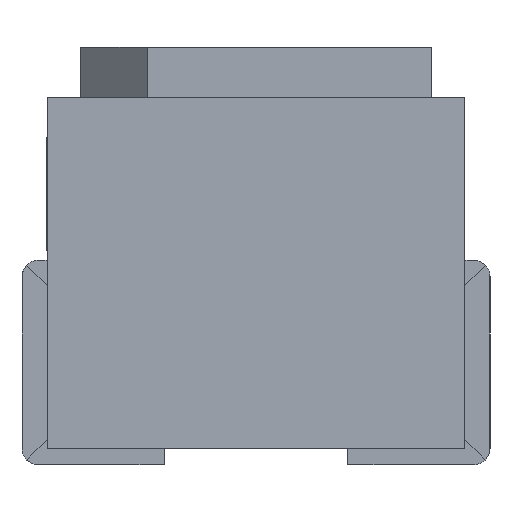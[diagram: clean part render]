
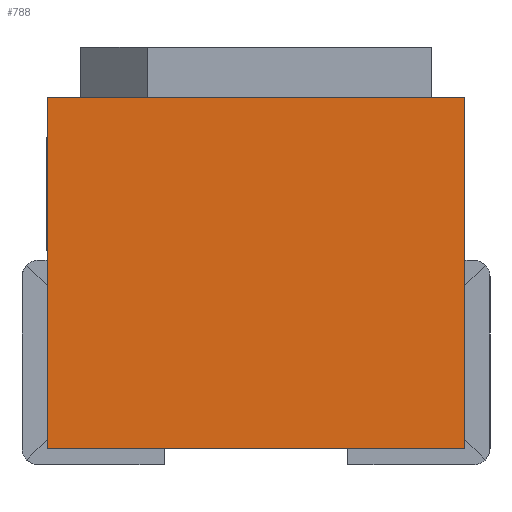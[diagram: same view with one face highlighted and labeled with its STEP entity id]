
A CAD part, left-side view. The second image highlights one B-rep face of the part: STEP entity #788.
In plain terms, the highlighted free-form (B-spline) face has degree [1, 1] with [2, 2] control points.
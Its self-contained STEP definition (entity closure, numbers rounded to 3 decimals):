
#543 = VERTEX_POINT('',#544);
#544 = CARTESIAN_POINT('',(-3.,-1.25,0.1));
#549 = EDGE_CURVE('',#550,#543,#552,.T.);
#550 = VERTEX_POINT('',#551);
#551 = CARTESIAN_POINT('',(-3.,1.25,0.1));
#552 = B_SPLINE_CURVE_WITH_KNOTS('',1,(#553,#554),.UNSPECIFIED.,.F.,.F.,
  (2,2),(0.,2.5),.PIECEWISE_BEZIER_KNOTS.);
#553 = CARTESIAN_POINT('',(-3.,1.25,0.1));
#554 = CARTESIAN_POINT('',(-3.,-1.25,0.1));
#592 = VERTEX_POINT('',#593);
#593 = CARTESIAN_POINT('',(-3.,-1.25,2.2));
#598 = EDGE_CURVE('',#592,#543,#599,.T.);
#599 = B_SPLINE_CURVE_WITH_KNOTS('',1,(#600,#601),.UNSPECIFIED.,.F.,.F.,
  (2,2),(0.3,2.4),.PIECEWISE_BEZIER_KNOTS.);
#600 = CARTESIAN_POINT('',(-3.,-1.25,2.2));
#601 = CARTESIAN_POINT('',(-3.,-1.25,0.1));
#737 = EDGE_CURVE('',#738,#550,#740,.T.);
#738 = VERTEX_POINT('',#739);
#739 = CARTESIAN_POINT('',(-3.,1.25,2.2));
#740 = B_SPLINE_CURVE_WITH_KNOTS('',1,(#741,#742),.UNSPECIFIED.,.F.,.F.,
  (2,2),(0.3,2.4),.PIECEWISE_BEZIER_KNOTS.);
#741 = CARTESIAN_POINT('',(-3.,1.25,2.2));
#742 = CARTESIAN_POINT('',(-3.,1.25,0.1));
#788 = ADVANCED_FACE('',(#789),#799,.F.);
#789 = FACE_BOUND('',#790,.T.);
#790 = EDGE_LOOP('',(#791,#796,#797,#798));
#791 = ORIENTED_EDGE('',*,*,#792,.F.);
#792 = EDGE_CURVE('',#738,#592,#793,.T.);
#793 = B_SPLINE_CURVE_WITH_KNOTS('',1,(#794,#795),.UNSPECIFIED.,.F.,.F.,
  (2,2),(0.,2.5),.PIECEWISE_BEZIER_KNOTS.);
#794 = CARTESIAN_POINT('',(-3.,1.25,2.2));
#795 = CARTESIAN_POINT('',(-3.,-1.25,2.2));
#796 = ORIENTED_EDGE('',*,*,#737,.T.);
#797 = ORIENTED_EDGE('',*,*,#549,.T.);
#798 = ORIENTED_EDGE('',*,*,#598,.F.);
#799 = B_SPLINE_SURFACE_WITH_KNOTS('',1,1,(
    (#800,#801)
    ,(#802,#803
    )),.UNSPECIFIED.,.F.,.F.,.F.,(2,2),(2,2),(-2.5,0.),(
    -2.4,-0.3),.PIECEWISE_BEZIER_KNOTS.);
#800 = CARTESIAN_POINT('',(-3.,-1.25,0.1));
#801 = CARTESIAN_POINT('',(-3.,-1.25,2.2));
#802 = CARTESIAN_POINT('',(-3.,1.25,0.1));
#803 = CARTESIAN_POINT('',(-3.,1.25,2.2));
